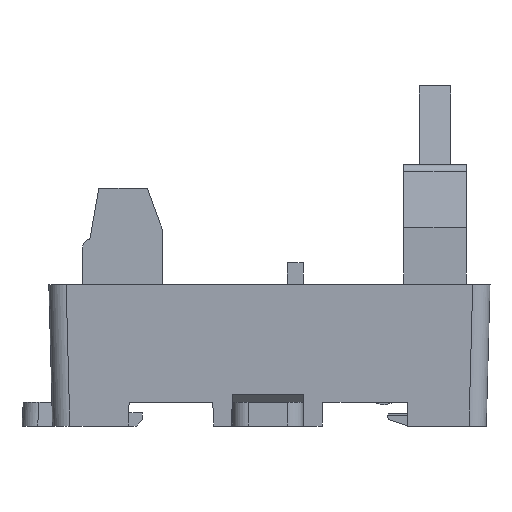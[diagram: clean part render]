
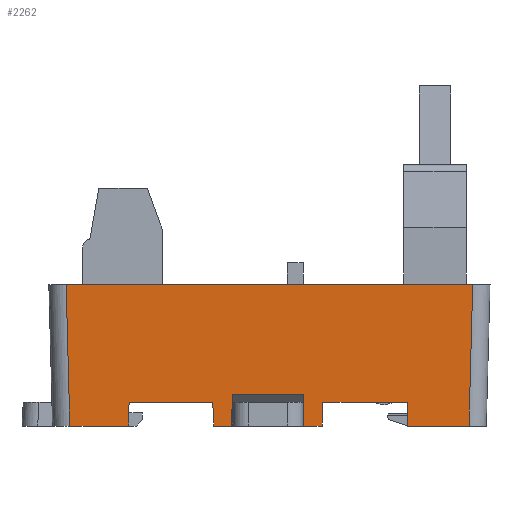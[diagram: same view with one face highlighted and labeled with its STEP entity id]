
A CAD part, left-side view. The second image highlights one B-rep face of the part: STEP entity #2262.
In plain terms, the highlighted planar face has unit normal (-1, 0, -0.026).
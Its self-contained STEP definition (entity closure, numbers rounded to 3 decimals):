
#1541=FACE_OUTER_BOUND('',#3916,.T.);
#2262=ADVANCED_FACE('',(#1541),#2996,.T.);
#2996=PLANE('',#15149);
#3916=EDGE_LOOP('',(#5201,#5202,#5203,#5204,#5205,#5206,#5207,#5208,#5209,
#5210,#5211,#5212,#5213,#5214,#5215,#5216));
#5201=ORIENTED_EDGE('',*,*,#10118,.T.);
#5202=ORIENTED_EDGE('',*,*,#10103,.T.);
#5203=ORIENTED_EDGE('',*,*,#10119,.T.);
#5204=ORIENTED_EDGE('',*,*,#10120,.T.);
#5205=ORIENTED_EDGE('',*,*,#10121,.T.);
#5206=ORIENTED_EDGE('',*,*,#10122,.F.);
#5207=ORIENTED_EDGE('',*,*,#10123,.T.);
#5208=ORIENTED_EDGE('',*,*,#10124,.T.);
#5209=ORIENTED_EDGE('',*,*,#10125,.F.);
#5210=ORIENTED_EDGE('',*,*,#10029,.T.);
#5211=ORIENTED_EDGE('',*,*,#10126,.F.);
#5212=ORIENTED_EDGE('',*,*,#10127,.T.);
#5213=ORIENTED_EDGE('',*,*,#10128,.F.);
#5214=ORIENTED_EDGE('',*,*,#10129,.T.);
#5215=ORIENTED_EDGE('',*,*,#10130,.F.);
#5216=ORIENTED_EDGE('',*,*,#10131,.T.);
#8723=VERTEX_POINT('',#20265);
#8724=VERTEX_POINT('',#20266);
#8786=VERTEX_POINT('',#20416);
#8787=VERTEX_POINT('',#20418);
#8801=VERTEX_POINT('',#20448);
#8802=VERTEX_POINT('',#20450);
#8803=VERTEX_POINT('',#20452);
#8804=VERTEX_POINT('',#20454);
#8805=VERTEX_POINT('',#20456);
#8806=VERTEX_POINT('',#20458);
#8807=VERTEX_POINT('',#20460);
#8808=VERTEX_POINT('',#20463);
#8809=VERTEX_POINT('',#20465);
#8810=VERTEX_POINT('',#20467);
#8811=VERTEX_POINT('',#20469);
#8812=VERTEX_POINT('',#20471);
#10029=EDGE_CURVE('',#8723,#8724,#11895,.T.);
#10103=EDGE_CURVE('',#8787,#8786,#11967,.T.);
#10118=EDGE_CURVE('',#8801,#8787,#11982,.T.);
#10119=EDGE_CURVE('',#8786,#8802,#11983,.T.);
#10120=EDGE_CURVE('',#8802,#8803,#11984,.T.);
#10121=EDGE_CURVE('',#8803,#8804,#11985,.T.);
#10122=EDGE_CURVE('',#8805,#8804,#11986,.T.);
#10123=EDGE_CURVE('',#8805,#8806,#11987,.T.);
#10124=EDGE_CURVE('',#8806,#8807,#11988,.T.);
#10125=EDGE_CURVE('',#8723,#8807,#11989,.T.);
#10126=EDGE_CURVE('',#8808,#8724,#11990,.T.);
#10127=EDGE_CURVE('',#8808,#8809,#11991,.T.);
#10128=EDGE_CURVE('',#8810,#8809,#11992,.T.);
#10129=EDGE_CURVE('',#8810,#8811,#11993,.T.);
#10130=EDGE_CURVE('',#8812,#8811,#11994,.T.);
#10131=EDGE_CURVE('',#8812,#8801,#11995,.T.);
#11895=LINE('',#20264,#13595);
#11967=LINE('',#20417,#13667);
#11982=LINE('',#20447,#13682);
#11983=LINE('',#20449,#13683);
#11984=LINE('',#20451,#13684);
#11985=LINE('',#20453,#13685);
#11986=LINE('',#20455,#13686);
#11987=LINE('',#20457,#13687);
#11988=LINE('',#20459,#13688);
#11989=LINE('',#20461,#13689);
#11990=LINE('',#20462,#13690);
#11991=LINE('',#20464,#13691);
#11992=LINE('',#20466,#13692);
#11993=LINE('',#20468,#13693);
#11994=LINE('',#20470,#13694);
#11995=LINE('',#20472,#13695);
#13595=VECTOR('',#16372,1.);
#13667=VECTOR('',#16478,1.);
#13682=VECTOR('',#16495,1.);
#13683=VECTOR('',#16496,1.);
#13684=VECTOR('',#16497,1.);
#13685=VECTOR('',#16498,1.);
#13686=VECTOR('',#16499,1.);
#13687=VECTOR('',#16500,1.);
#13688=VECTOR('',#16501,1.);
#13689=VECTOR('',#16502,1.);
#13690=VECTOR('',#16503,1.);
#13691=VECTOR('',#16504,1.);
#13692=VECTOR('',#16505,1.);
#13693=VECTOR('',#16506,1.);
#13694=VECTOR('',#16507,1.);
#13695=VECTOR('',#16508,1.);
#15149=AXIS2_PLACEMENT_3D('',#20473,#16509,#16510);
#16372=DIRECTION('',(0.,-1.,0.));
#16478=DIRECTION('',(0.,-1.,0.));
#16495=DIRECTION('',(-0.026,-0.035,0.999));
#16496=DIRECTION('',(0.026,-0.017,-1.));
#16497=DIRECTION('',(0.,-1.,0.));
#16498=DIRECTION('',(-0.026,-0.026,0.999));
#16499=DIRECTION('',(0.,-1.,0.));
#16500=DIRECTION('',(0.026,-0.026,-0.999));
#16501=DIRECTION('',(0.,-1.,0.));
#16502=DIRECTION('',(0.026,0.017,-1.));
#16503=DIRECTION('',(-0.026,0.035,0.999));
#16504=DIRECTION('',(0.,-1.,0.));
#16505=DIRECTION('',(0.026,0.009,-1.));
#16506=DIRECTION('',(0.,-1.,0.));
#16507=DIRECTION('',(-0.026,0.009,1.));
#16508=DIRECTION('',(0.,-1.,0.));
#16509=DIRECTION('',(-1.,0.,-0.026));
#16510=DIRECTION('',(0.026,0.,-1.));
#20264=CARTESIAN_POINT('',(-139.057,420.199,175.));
#20265=CARTESIAN_POINT('',(-139.057,437.849,175.));
#20266=CARTESIAN_POINT('',(-139.057,427.199,175.));
#20416=CARTESIAN_POINT('',(-139.057,402.449,175.));
#20417=CARTESIAN_POINT('',(-139.057,420.199,175.));
#20418=CARTESIAN_POINT('',(-139.057,413.199,175.));
#20447=CARTESIAN_POINT('',(-139.444,412.684,189.753));
#20448=CARTESIAN_POINT('',(-138.979,413.304,172.));
#20449=CARTESIAN_POINT('',(-139.458,402.716,190.294));
#20450=CARTESIAN_POINT('',(-138.979,402.397,172.));
#20451=CARTESIAN_POINT('',(-138.979,419.699,172.));
#20452=CARTESIAN_POINT('',(-138.979,394.62,172.));
#20453=CARTESIAN_POINT('',(-139.433,394.166,189.34));
#20454=CARTESIAN_POINT('',(-139.45,394.148,190.));
#20455=CARTESIAN_POINT('',(-139.45,419.699,190.));
#20456=CARTESIAN_POINT('',(-139.45,445.85,190.));
#20457=CARTESIAN_POINT('',(-139.433,445.833,189.34));
#20458=CARTESIAN_POINT('',(-138.979,445.378,172.));
#20459=CARTESIAN_POINT('',(-138.979,420.199,172.));
#20460=CARTESIAN_POINT('',(-138.979,437.901,172.));
#20461=CARTESIAN_POINT('',(-139.026,437.87,173.796));
#20462=CARTESIAN_POINT('',(-139.026,427.157,173.798));
#20463=CARTESIAN_POINT('',(-138.979,427.094,172.));
#20464=CARTESIAN_POINT('',(-138.979,420.199,172.));
#20465=CARTESIAN_POINT('',(-138.979,424.775,172.));
#20466=CARTESIAN_POINT('',(-139.451,424.618,190.04));
#20467=CARTESIAN_POINT('',(-139.083,424.74,176.));
#20468=CARTESIAN_POINT('',(-139.083,419.699,176.));
#20469=CARTESIAN_POINT('',(-139.083,415.658,176.));
#20470=CARTESIAN_POINT('',(-139.451,415.78,190.032));
#20471=CARTESIAN_POINT('',(-138.979,415.623,172.));
#20472=CARTESIAN_POINT('',(-138.979,420.199,172.));
#20473=CARTESIAN_POINT('',(-139.45,419.699,189.997));
